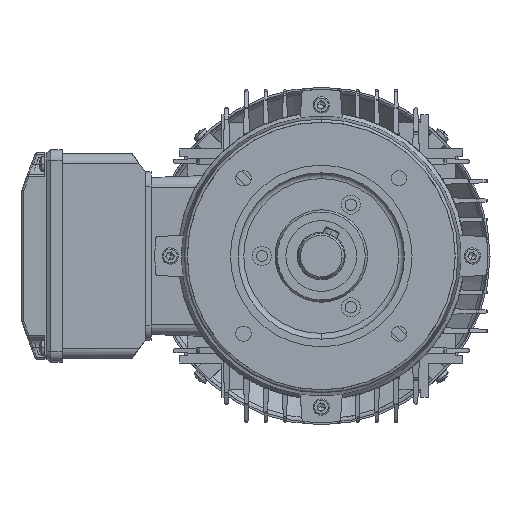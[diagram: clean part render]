
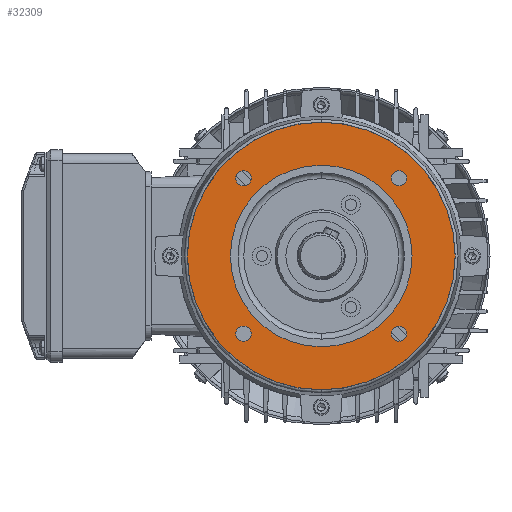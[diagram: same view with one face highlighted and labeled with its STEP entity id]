
A CAD part, left-side view. The second image highlights one B-rep face of the part: STEP entity #32309.
In plain terms, the highlighted planar face has unit normal (-1, 0, 0).
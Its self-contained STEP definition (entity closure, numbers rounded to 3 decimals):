
#967 = DIRECTION ( 'NONE',  ( -1., 0., 0. ) ) ;
#1215 = CARTESIAN_POINT ( 'NONE',  ( 3., 40.659, 44.659 ) ) ;
#2483 = DIRECTION ( 'NONE',  ( 1., 0., 0. ) ) ;
#3095 = VERTEX_POINT ( 'NONE', #70811 ) ;
#4000 = EDGE_CURVE ( 'NONE', #68539, #102612, #13179, .T. ) ;
#4092 = PLANE ( 'NONE',  #44007 ) ;
#5215 = FACE_BOUND ( 'NONE', #40498, .T. ) ;
#7806 = CARTESIAN_POINT ( 'NONE',  ( 3., 40.659, -36.659 ) ) ;
#8320 = DIRECTION ( 'NONE',  ( 0., 0., 1. ) ) ;
#9625 = EDGE_CURVE ( 'NONE', #54460, #35175, #40586, .T. ) ;
#10100 = DIRECTION ( 'NONE',  ( 0., 0., 1. ) ) ;
#10575 = CARTESIAN_POINT ( 'NONE',  ( 3., -40.659, -44.659 ) ) ;
#10754 = DIRECTION ( 'NONE',  ( -1., 0., 0. ) ) ;
#12408 = ORIENTED_EDGE ( 'NONE', *, *, #97597, .T. ) ;
#12541 = FACE_BOUND ( 'NONE', #39060, .T. ) ;
#13179 = CIRCLE ( 'NONE', #36476, 4. ) ;
#14258 = DIRECTION ( 'NONE',  ( 0., 0., -1. ) ) ;
#16059 = CARTESIAN_POINT ( 'NONE',  ( 3., -40.659, 40.659 ) ) ;
#16931 = CIRCLE ( 'NONE', #54631, 4. ) ;
#17656 = VERTEX_POINT ( 'NONE', #107007 ) ;
#18286 = AXIS2_PLACEMENT_3D ( 'NONE', #81748, #2483, #14258 ) ;
#18551 = CARTESIAN_POINT ( 'NONE',  ( 3., 0., 0. ) ) ;
#22959 = CARTESIAN_POINT ( 'NONE',  ( 3., -40.659, -40.659 ) ) ;
#23550 = DIRECTION ( 'NONE',  ( 1., 0., 0. ) ) ;
#23671 = DIRECTION ( 'NONE',  ( -1., 0., 0. ) ) ;
#24598 = DIRECTION ( 'NONE',  ( 0., 0., -1. ) ) ;
#24620 = CARTESIAN_POINT ( 'NONE',  ( 3., -40.659, -36.659 ) ) ;
#24733 = EDGE_LOOP ( 'NONE', ( #12408, #89626 ) ) ;
#26023 = ORIENTED_EDGE ( 'NONE', *, *, #45487, .T. ) ;
#29433 = EDGE_LOOP ( 'NONE', ( #75397, #62117 ) ) ;
#29843 = CARTESIAN_POINT ( 'NONE',  ( 3., 40.659, -44.659 ) ) ;
#30459 = AXIS2_PLACEMENT_3D ( 'NONE', #95167, #10754, #43948 ) ;
#31315 = CARTESIAN_POINT ( 'NONE',  ( 3., -40.659, 40.659 ) ) ;
#31393 = ORIENTED_EDGE ( 'NONE', *, *, #4000, .T. ) ;
#31571 = CARTESIAN_POINT ( 'NONE',  ( 3., 0., 0. ) ) ;
#32309 = ADVANCED_FACE ( 'NONE', ( #107051, #5215, #12541, #65382, #81154, #99746 ), #4092, .F. ) ;
#32472 = EDGE_LOOP ( 'NONE', ( #26023, #101059 ) ) ;
#32951 = AXIS2_PLACEMENT_3D ( 'NONE', #102858, #967, #8320 ) ;
#32965 = DIRECTION ( 'NONE',  ( 0., 0., -1. ) ) ;
#33487 = DIRECTION ( 'NONE',  ( 1., 0., 0. ) ) ;
#33737 = VERTEX_POINT ( 'NONE', #71498 ) ;
#34054 = ORIENTED_EDGE ( 'NONE', *, *, #107277, .T. ) ;
#35175 = VERTEX_POINT ( 'NONE', #102399 ) ;
#35759 = CARTESIAN_POINT ( 'NONE',  ( 3., 40.659, -40.659 ) ) ;
#35813 = CIRCLE ( 'NONE', #53825, 4. ) ;
#36465 = DIRECTION ( 'NONE',  ( 0., 0., -1. ) ) ;
#36476 = AXIS2_PLACEMENT_3D ( 'NONE', #78936, #87969, #69936 ) ;
#36511 = CIRCLE ( 'NONE', #65242, 70. ) ;
#39060 = EDGE_LOOP ( 'NONE', ( #77424, #93107 ) ) ;
#40131 = CIRCLE ( 'NONE', #32951, 47.5 ) ;
#40498 = EDGE_LOOP ( 'NONE', ( #79045, #31393 ) ) ;
#40586 = CIRCLE ( 'NONE', #54967, 4. ) ;
#43948 = DIRECTION ( 'NONE',  ( 0., 0., 1. ) ) ;
#44007 = AXIS2_PLACEMENT_3D ( 'NONE', #64264, #98643, #55856 ) ;
#45487 = EDGE_CURVE ( 'NONE', #35175, #54460, #54067, .T. ) ;
#49229 = VERTEX_POINT ( 'NONE', #29843 ) ;
#52120 = CARTESIAN_POINT ( 'NONE',  ( 3., -40.659, 44.659 ) ) ;
#52498 = EDGE_CURVE ( 'NONE', #102612, #68539, #16931, .T. ) ;
#53190 = DIRECTION ( 'NONE',  ( 0., 0., -1. ) ) ;
#53825 = AXIS2_PLACEMENT_3D ( 'NONE', #57724, #33487, #58812 ) ;
#53855 = CIRCLE ( 'NONE', #30459, 47.5 ) ;
#54067 = CIRCLE ( 'NONE', #97115, 4. ) ;
#54097 = EDGE_CURVE ( 'NONE', #90224, #3095, #103364, .T. ) ;
#54460 = VERTEX_POINT ( 'NONE', #52120 ) ;
#54466 = DIRECTION ( 'NONE',  ( 1., 0., 0. ) ) ;
#54631 = AXIS2_PLACEMENT_3D ( 'NONE', #22959, #57291, #24598 ) ;
#54967 = AXIS2_PLACEMENT_3D ( 'NONE', #31315, #57203, #32965 ) ;
#55856 = DIRECTION ( 'NONE',  ( 0., 0., -1. ) ) ;
#57203 = DIRECTION ( 'NONE',  ( 1., 0., 0. ) ) ;
#57291 = DIRECTION ( 'NONE',  ( 1., 0., 0. ) ) ;
#57724 = CARTESIAN_POINT ( 'NONE',  ( 3., 40.659, -40.659 ) ) ;
#58037 = VERTEX_POINT ( 'NONE', #87880 ) ;
#58812 = DIRECTION ( 'NONE',  ( 0., 0., -1. ) ) ;
#60321 = EDGE_CURVE ( 'NONE', #49229, #72130, #35813, .T. ) ;
#62117 = ORIENTED_EDGE ( 'NONE', *, *, #69882, .F. ) ;
#62324 = CARTESIAN_POINT ( 'NONE',  ( 3., 40.659, 40.659 ) ) ;
#64264 = CARTESIAN_POINT ( 'NONE',  ( 3., 47.5, 0. ) ) ;
#65242 = AXIS2_PLACEMENT_3D ( 'NONE', #18551, #78734, #10100 ) ;
#65382 = FACE_BOUND ( 'NONE', #24733, .T. ) ;
#66778 = CIRCLE ( 'NONE', #18286, 4. ) ;
#66975 = DIRECTION ( 'NONE',  ( 0., 0., 1. ) ) ;
#68539 = VERTEX_POINT ( 'NONE', #24620 ) ;
#69378 = EDGE_LOOP ( 'NONE', ( #34054, #88154 ) ) ;
#69882 = EDGE_CURVE ( 'NONE', #58037, #87543, #40131, .T. ) ;
#69936 = DIRECTION ( 'NONE',  ( 0., 0., -1. ) ) ;
#70811 = CARTESIAN_POINT ( 'NONE',  ( 3., 40.659, 36.659 ) ) ;
#71498 = CARTESIAN_POINT ( 'NONE',  ( 3., 0., 70. ) ) ;
#72130 = VERTEX_POINT ( 'NONE', #7806 ) ;
#75397 = ORIENTED_EDGE ( 'NONE', *, *, #109796, .F. ) ;
#77424 = ORIENTED_EDGE ( 'NONE', *, *, #60321, .T. ) ;
#78629 = CIRCLE ( 'NONE', #96670, 70. ) ;
#78734 = DIRECTION ( 'NONE',  ( -1., 0., 0. ) ) ;
#78936 = CARTESIAN_POINT ( 'NONE',  ( 3., -40.659, -40.659 ) ) ;
#79045 = ORIENTED_EDGE ( 'NONE', *, *, #52498, .T. ) ;
#81154 = FACE_BOUND ( 'NONE', #29433, .T. ) ;
#81748 = CARTESIAN_POINT ( 'NONE',  ( 3., 40.659, 40.659 ) ) ;
#85754 = EDGE_CURVE ( 'NONE', #17656, #33737, #36511, .T. ) ;
#86852 = CARTESIAN_POINT ( 'NONE',  ( 3., 0., 47.5 ) ) ;
#87543 = VERTEX_POINT ( 'NONE', #86852 ) ;
#87635 = CIRCLE ( 'NONE', #101989, 4. ) ;
#87880 = CARTESIAN_POINT ( 'NONE',  ( 3., 0., -47.5 ) ) ;
#87969 = DIRECTION ( 'NONE',  ( 1., 0., 0. ) ) ;
#88154 = ORIENTED_EDGE ( 'NONE', *, *, #85754, .T. ) ;
#89626 = ORIENTED_EDGE ( 'NONE', *, *, #54097, .T. ) ;
#90224 = VERTEX_POINT ( 'NONE', #1215 ) ;
#92055 = DIRECTION ( 'NONE',  ( 1., 0., 0. ) ) ;
#92594 = AXIS2_PLACEMENT_3D ( 'NONE', #62324, #54466, #36465 ) ;
#93107 = ORIENTED_EDGE ( 'NONE', *, *, #93309, .T. ) ;
#93309 = EDGE_CURVE ( 'NONE', #72130, #49229, #87635, .T. ) ;
#95167 = CARTESIAN_POINT ( 'NONE',  ( 3., 0., 0. ) ) ;
#96670 = AXIS2_PLACEMENT_3D ( 'NONE', #31571, #23671, #66975 ) ;
#97115 = AXIS2_PLACEMENT_3D ( 'NONE', #16059, #92055, #110044 ) ;
#97597 = EDGE_CURVE ( 'NONE', #3095, #90224, #66778, .T. ) ;
#98643 = DIRECTION ( 'NONE',  ( 1., 0., 0. ) ) ;
#99746 = FACE_OUTER_BOUND ( 'NONE', #69378, .T. ) ;
#101059 = ORIENTED_EDGE ( 'NONE', *, *, #9625, .T. ) ;
#101989 = AXIS2_PLACEMENT_3D ( 'NONE', #35759, #23550, #53190 ) ;
#102399 = CARTESIAN_POINT ( 'NONE',  ( 3., -40.659, 36.659 ) ) ;
#102612 = VERTEX_POINT ( 'NONE', #10575 ) ;
#102858 = CARTESIAN_POINT ( 'NONE',  ( 3., 0., 0. ) ) ;
#103364 = CIRCLE ( 'NONE', #92594, 4. ) ;
#107007 = CARTESIAN_POINT ( 'NONE',  ( 3., 0., -70. ) ) ;
#107051 = FACE_BOUND ( 'NONE', #32472, .T. ) ;
#107277 = EDGE_CURVE ( 'NONE', #33737, #17656, #78629, .T. ) ;
#109796 = EDGE_CURVE ( 'NONE', #87543, #58037, #53855, .T. ) ;
#110044 = DIRECTION ( 'NONE',  ( 0., 0., -1. ) ) ;
